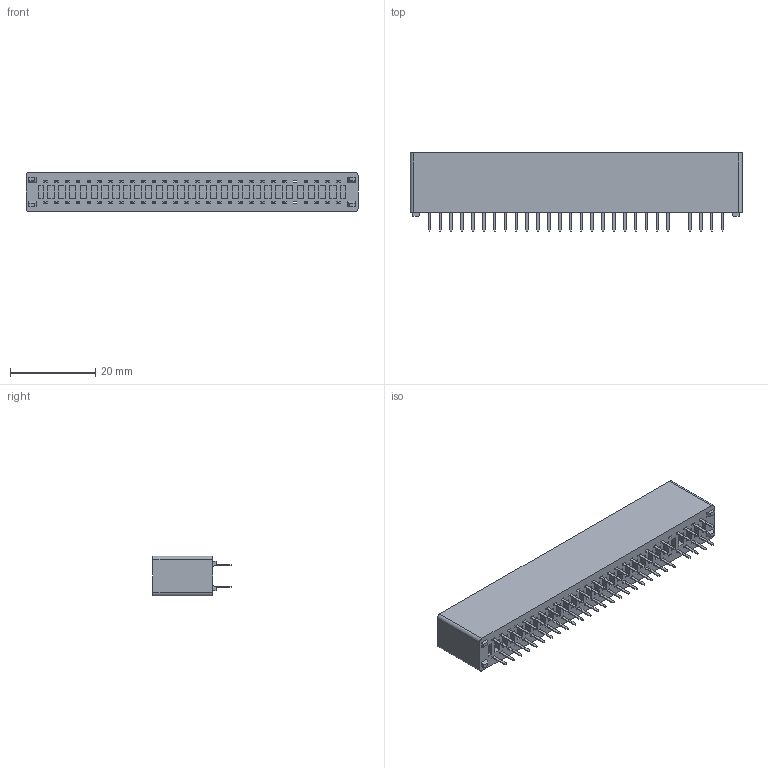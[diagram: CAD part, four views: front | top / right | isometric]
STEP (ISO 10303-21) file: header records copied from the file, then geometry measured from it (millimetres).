
FILE_DESCRIPTION (( 'STEP AP214' ), '1' );
FILE_NAME ('EDGE_CONNECTOR_ASM_no_pin.STEP', '2023-06-07T18:55:43', ( 'MadCat' ), ( '' ), 'SwSTEP 2.0', 'SolidWorks 2022', '' );
FILE_SCHEMA (( 'AUTOMOTIVE_DESIGN' ));
Length unit declared in the file: millimetre
Products named in the file (3): EDGE_CONN; EDGE_CONNECTOR_ASM_no_pin; EDGE_CONN_PIN
Assembly tree (55 placements, depth 2):
  EDGE_CONNECTOR_ASM_no_pin
    EDGE_CONN
    EDGE_CONN_PIN  x54
Bounding box: 77.72 x 18.3 x 9.3 mm (x, y, z)
Volume: 6263.7 mm3; surface area: 14460 mm2
Topology: 55 solids, 55 shells, 7826 faces, 18234 edges, 10064 vertices
Faces by surface type: plane 4636, cylinder 2434, sphere 432, bspline 324
Entity records: 34629 total; most frequent: CARTESIAN_POINT 6292, ORIENTED_EDGE 6030, DIRECTION 5375, EDGE_CURVE 3015, VECTOR 2901, LINE 2901, VERTEX_POINT 1902, AXIS2_PLACEMENT_3D 1237
